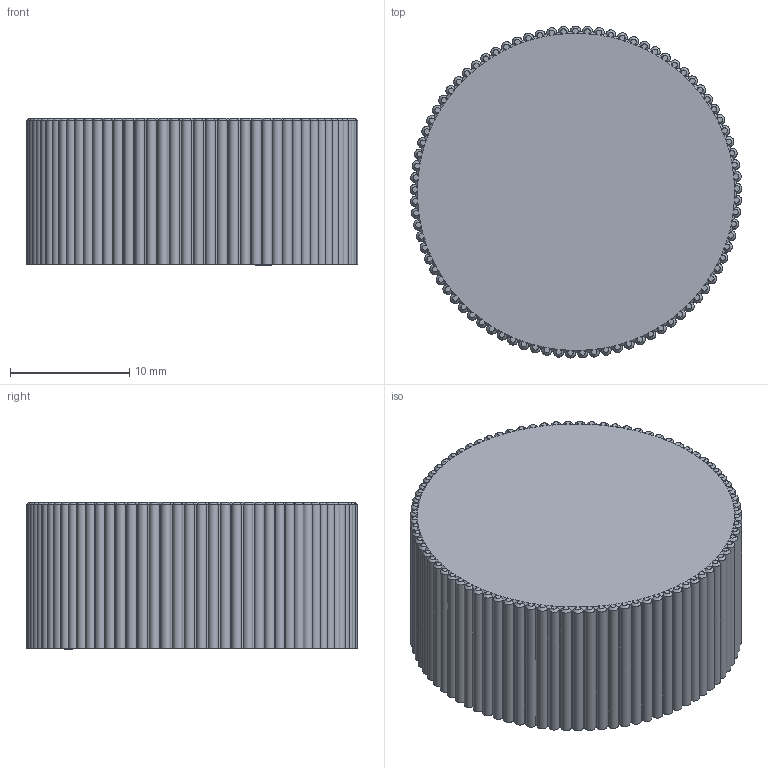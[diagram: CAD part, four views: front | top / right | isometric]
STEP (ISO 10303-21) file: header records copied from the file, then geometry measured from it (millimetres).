
FILE_DESCRIPTION(/* description */ (''),/* implementation_level */ '2;1');
FILE_NAME(/* name */ 'blank_vial_cap.step',/* time_stamp */ '2025-09-29T10:20:06+01:00',/* author */ (''),/* organization */ (''),/* preprocessor_version */ 'ST-DEVELOPER v20.1',/* originating_system */ 'Autodesk Translation Framework v14.17.0.0',/* authorisation */ '');
FILE_SCHEMA (('AUTOMOTIVE_DESIGN { 1 0 10303 214 3 1 1 }'));
Length unit declared in the file: millimetre
Products named in the file (1): blank_vial_cap
Bounding box: 27.85 x 27.85 x 12.38 mm (x, y, z)
Volume: 2643.4 mm3; surface area: 3766.7 mm2
Topology: 1 solids, 1 shells, 356 faces, 883 edges, 531 vertices
Faces by surface type: cylinder 175, cone 171, plane 6, bspline 3, torus 1
Full cylindrical faces by diameter (mm): 24 x3
Entity records: 11944 total; most frequent: CARTESIAN_POINT 3444, DIRECTION 1922, ORIENTED_EDGE 1766, EDGE_CURVE 883, AXIS2_PLACEMENT_3D 872, VERTEX_POINT 531, CIRCLE 518, EDGE_LOOP 358
